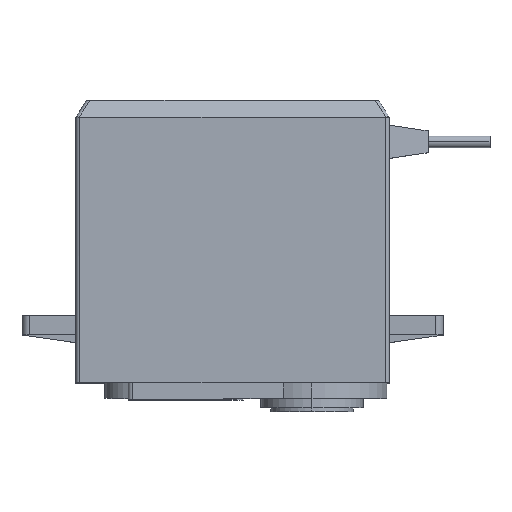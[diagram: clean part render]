
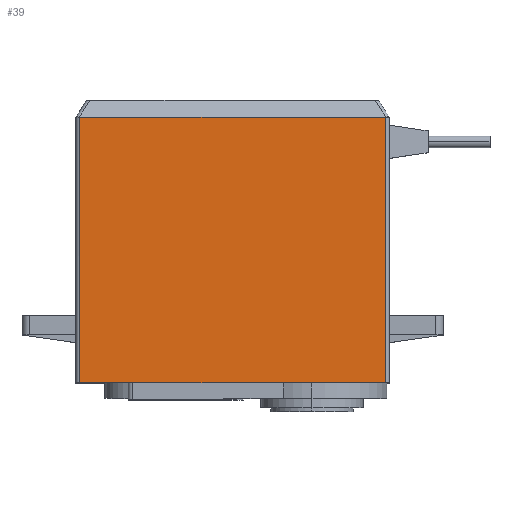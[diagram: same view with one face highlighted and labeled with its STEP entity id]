
A CAD part, top view. The second image highlights one B-rep face of the part: STEP entity #39.
In plain terms, the highlighted planar face has unit normal (0, 0, 1).
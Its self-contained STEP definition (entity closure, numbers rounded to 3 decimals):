
#39 = ADVANCED_FACE ( 'NONE', ( #775 ), #2622, .F. ) ;
#173 = CARTESIAN_POINT ( 'NONE',  ( 20.25, 0., 9.9 ) ) ;
#251 = VERTEX_POINT ( 'NONE', #1604 ) ;
#266 = CARTESIAN_POINT ( 'NONE',  ( -20.25, 34.3, 9.9 ) ) ;
#420 = LINE ( 'NONE', #3106, #2738 ) ;
#453 = CARTESIAN_POINT ( 'NONE',  ( 19.75, 34.3, 9.9 ) ) ;
#545 = VERTEX_POINT ( 'NONE', #3395 ) ;
#561 = LINE ( 'NONE', #173, #3342 ) ;
#565 = EDGE_LOOP ( 'NONE', ( #2447, #1393, #2269, #1718 ) ) ;
#640 = EDGE_CURVE ( 'NONE', #251, #1153, #420, .T. ) ;
#765 = LINE ( 'NONE', #2512, #1241 ) ;
#775 = FACE_OUTER_BOUND ( 'NONE', #565, .T. ) ;
#848 = DIRECTION ( 'NONE',  ( -1., 0., 0. ) ) ;
#1153 = VERTEX_POINT ( 'NONE', #1655 ) ;
#1210 = EDGE_CURVE ( 'NONE', #1153, #545, #561, .T. ) ;
#1241 = VECTOR ( 'NONE', #1649, 1000. ) ;
#1242 = EDGE_CURVE ( 'NONE', #545, #1938, #765, .T. ) ;
#1384 = DIRECTION ( 'NONE',  ( 1., 0., 0. ) ) ;
#1393 = ORIENTED_EDGE ( 'NONE', *, *, #1242, .T. ) ;
#1404 = DIRECTION ( 'NONE',  ( 0., -1., 0. ) ) ;
#1446 = EDGE_CURVE ( 'NONE', #1938, #251, #1776, .T. ) ;
#1604 = CARTESIAN_POINT ( 'NONE',  ( -19.75, 34.3, 9.9 ) ) ;
#1610 = AXIS2_PLACEMENT_3D ( 'NONE', #2339, #3197, #848 ) ;
#1649 = DIRECTION ( 'NONE',  ( 0., 1., 0. ) ) ;
#1655 = CARTESIAN_POINT ( 'NONE',  ( -19.75, 0., 9.9 ) ) ;
#1718 = ORIENTED_EDGE ( 'NONE', *, *, #640, .T. ) ;
#1776 = LINE ( 'NONE', #266, #2824 ) ;
#1938 = VERTEX_POINT ( 'NONE', #453 ) ;
#2269 = ORIENTED_EDGE ( 'NONE', *, *, #1446, .T. ) ;
#2306 = DIRECTION ( 'NONE',  ( -1., 0., 0. ) ) ;
#2339 = CARTESIAN_POINT ( 'NONE',  ( 20.25, 36.5, 9.9 ) ) ;
#2447 = ORIENTED_EDGE ( 'NONE', *, *, #1210, .T. ) ;
#2512 = CARTESIAN_POINT ( 'NONE',  ( 19.75, 36.5, 9.9 ) ) ;
#2622 = PLANE ( 'NONE',  #1610 ) ;
#2738 = VECTOR ( 'NONE', #1404, 1000. ) ;
#2824 = VECTOR ( 'NONE', #2306, 1000. ) ;
#3106 = CARTESIAN_POINT ( 'NONE',  ( -19.75, 36.5, 9.9 ) ) ;
#3197 = DIRECTION ( 'NONE',  ( 0., 0., -1. ) ) ;
#3342 = VECTOR ( 'NONE', #1384, 1000. ) ;
#3395 = CARTESIAN_POINT ( 'NONE',  ( 19.75, 0., 9.9 ) ) ;
